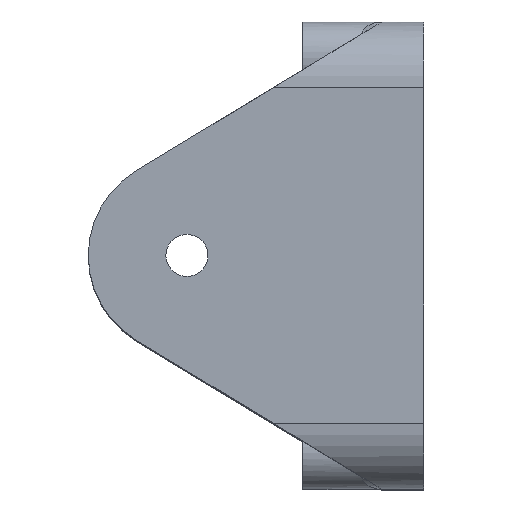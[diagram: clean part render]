
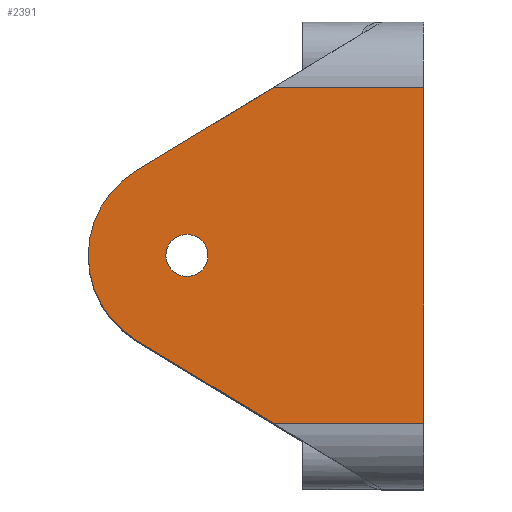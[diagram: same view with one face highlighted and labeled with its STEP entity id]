
A CAD part, top view. The second image highlights one B-rep face of the part: STEP entity #2391.
In plain terms, the highlighted planar face has unit normal (0, 0, 1).
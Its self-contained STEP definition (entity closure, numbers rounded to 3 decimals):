
#24=FACE_BOUND('',#404,.T.);
#51=PLANE('',#2660);
#243=FACE_OUTER_BOUND('',#403,.T.);
#403=EDGE_LOOP('',(#1931,#1932,#1933,#1934,#1935,#1936));
#404=EDGE_LOOP('',(#1937));
#488=LINE('',#3557,#637);
#546=LINE('',#4360,#695);
#578=LINE('',#4489,#727);
#583=LINE('',#4517,#732);
#585=LINE('',#4524,#734);
#637=VECTOR('',#2792,10.);
#695=VECTOR('',#3084,10.);
#727=VECTOR('',#3222,10.);
#732=VECTOR('',#3247,10.);
#734=VECTOR('',#3255,10.);
#892=CIRCLE('',#2661,7.5);
#893=CIRCLE('',#2662,1.6);
#949=VERTEX_POINT('',#3550);
#952=VERTEX_POINT('',#3555);
#1042=VERTEX_POINT('',#4358);
#1086=VERTEX_POINT('',#4488);
#1099=VERTEX_POINT('',#4516);
#1101=VERTEX_POINT('',#4522);
#1102=VERTEX_POINT('',#4525);
#1166=EDGE_CURVE('',#952,#949,#488,.T.);
#1314=EDGE_CURVE('',#952,#1042,#546,.T.);
#1377=EDGE_CURVE('',#1086,#949,#578,.T.);
#1391=EDGE_CURVE('',#1099,#1086,#583,.T.);
#1394=EDGE_CURVE('',#1101,#1042,#892,.T.);
#1395=EDGE_CURVE('',#1099,#1101,#585,.T.);
#1396=EDGE_CURVE('',#1102,#1102,#893,.T.);
#1931=ORIENTED_EDGE('',*,*,#1394,.F.);
#1932=ORIENTED_EDGE('',*,*,#1395,.F.);
#1933=ORIENTED_EDGE('',*,*,#1391,.T.);
#1934=ORIENTED_EDGE('',*,*,#1377,.T.);
#1935=ORIENTED_EDGE('',*,*,#1166,.F.);
#1936=ORIENTED_EDGE('',*,*,#1314,.T.);
#1937=ORIENTED_EDGE('',*,*,#1396,.F.);
#2391=ADVANCED_FACE('',(#243,#24),#51,.F.);
#2660=AXIS2_PLACEMENT_3D('',#4521,#3251,#3252);
#2661=AXIS2_PLACEMENT_3D('',#4523,#3253,#3254);
#2662=AXIS2_PLACEMENT_3D('',#4526,#3256,#3257);
#2792=DIRECTION('',(1.,0.,0.));
#3084=DIRECTION('',(-0.855,-0.519,0.));
#3222=DIRECTION('',(0.,1.,0.));
#3247=DIRECTION('',(1.,0.,0.));
#3251=DIRECTION('center_axis',(0.,0.,
-1.));
#3252=DIRECTION('ref_axis',(0.,1.,0.));
#3253=DIRECTION('center_axis',(0.,0.,
-1.));
#3254=DIRECTION('ref_axis',(-1.,0.,0.));
#3255=DIRECTION('',(-0.855,0.519,0.));
#3256=DIRECTION('center_axis',(0.,0.,
1.));
#3257=DIRECTION('ref_axis',(-1.,0.,0.));
#3550=CARTESIAN_POINT('',(274.658,226.02,118.715));
#3555=CARTESIAN_POINT('',(263.216,226.02,118.715));
#3557=CARTESIAN_POINT('',(271.458,226.02,118.715));
#4358=CARTESIAN_POINT('',(252.768,219.682,118.715));
#4360=CARTESIAN_POINT('',(262.113,225.351,118.715));
#4488=CARTESIAN_POINT('',(274.658,200.52,118.715));
#4489=CARTESIAN_POINT('',(274.658,231.02,118.715));
#4516=CARTESIAN_POINT('',(263.216,200.52,118.715));
#4517=CARTESIAN_POINT('',(271.458,200.52,118.715));
#4521=CARTESIAN_POINT('Origin',(271.458,195.52,118.715));
#4522=CARTESIAN_POINT('',(252.768,206.858,118.715));
#4523=CARTESIAN_POINT('Origin',(256.658,213.27,118.715));
#4524=CARTESIAN_POINT('',(262.113,201.189,118.715));
#4525=CARTESIAN_POINT('',(258.258,213.27,118.715));
#4526=CARTESIAN_POINT('Origin',(256.658,213.27,118.715));
